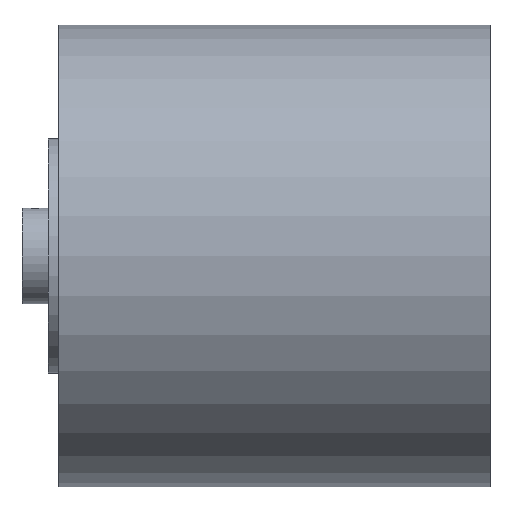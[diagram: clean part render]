
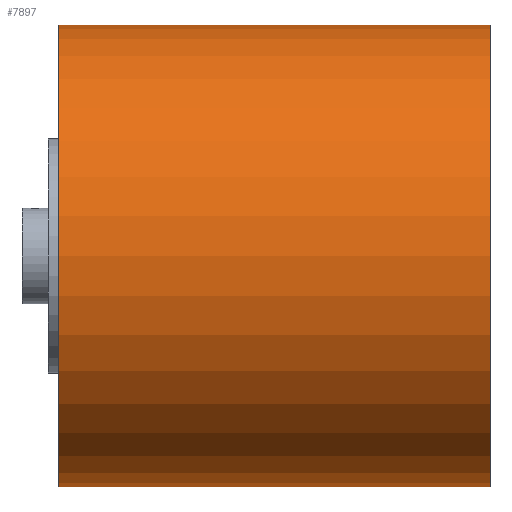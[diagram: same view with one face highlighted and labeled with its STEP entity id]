
A CAD part, front view. The second image highlights one B-rep face of the part: STEP entity #7897.
In plain terms, the highlighted cylindrical face has radius 112.5 mm (diameter 225 mm), a partial arc.
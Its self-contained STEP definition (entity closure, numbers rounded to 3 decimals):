
#13 = VERTEX_POINT ( 'NONE', #6850 ) ;
#144 = DIRECTION ( 'NONE',  ( -1., 0., 0. ) ) ;
#453 = CARTESIAN_POINT ( 'NONE',  ( 0., 0., 0. ) ) ;
#929 = DIRECTION ( 'NONE',  ( -1., 0., 0. ) ) ;
#1307 = LINE ( 'NONE', #1538, #11000 ) ;
#1322 = DIRECTION ( 'NONE',  ( 0., 0., 1. ) ) ;
#1538 = CARTESIAN_POINT ( 'NONE',  ( 0., 0., -112.5 ) ) ;
#1672 = VERTEX_POINT ( 'NONE', #21033 ) ;
#2290 = EDGE_LOOP ( 'NONE', ( #16539, #6689, #19241, #10958 ) ) ;
#3212 = EDGE_CURVE ( 'NONE', #1672, #13, #16454, .T. ) ;
#4932 = AXIS2_PLACEMENT_3D ( 'NONE', #12970, #144, #14294 ) ;
#5247 = DIRECTION ( 'NONE',  ( -1., 0., 0. ) ) ;
#5439 = AXIS2_PLACEMENT_3D ( 'NONE', #6460, #15456, #1322 ) ;
#5961 = CARTESIAN_POINT ( 'NONE',  ( 210., 0., 112.5 ) ) ;
#6460 = CARTESIAN_POINT ( 'NONE',  ( 210., 0., 0. ) ) ;
#6549 = DIRECTION ( 'NONE',  ( -1., 0., 0. ) ) ;
#6689 = ORIENTED_EDGE ( 'NONE', *, *, #14065, .T. ) ;
#6850 = CARTESIAN_POINT ( 'NONE',  ( 0., 0., 112.5 ) ) ;
#7438 = EDGE_CURVE ( 'NONE', #10620, #13, #22984, .T. ) ;
#7897 = ADVANCED_FACE ( 'NONE', ( #8757 ), #19817, .T. ) ;
#8757 = FACE_OUTER_BOUND ( 'NONE', #2290, .T. ) ;
#9471 = VERTEX_POINT ( 'NONE', #12547 ) ;
#10620 = VERTEX_POINT ( 'NONE', #5961 ) ;
#10782 = CIRCLE ( 'NONE', #5439, 112.5 ) ;
#10958 = ORIENTED_EDGE ( 'NONE', *, *, #3212, .F. ) ;
#11000 = VECTOR ( 'NONE', #5247, 1000. ) ;
#11205 = VECTOR ( 'NONE', #6549, 1000. ) ;
#11824 = DIRECTION ( 'NONE',  ( 0., 0., 1. ) ) ;
#12547 = CARTESIAN_POINT ( 'NONE',  ( 210., 0., -112.5 ) ) ;
#12970 = CARTESIAN_POINT ( 'NONE',  ( 0., 0., 0. ) ) ;
#14065 = EDGE_CURVE ( 'NONE', #9471, #10620, #10782, .T. ) ;
#14294 = DIRECTION ( 'NONE',  ( 0., 0., 1. ) ) ;
#15456 = DIRECTION ( 'NONE',  ( -1., 0., 0. ) ) ;
#15785 = CARTESIAN_POINT ( 'NONE',  ( 0., 0., 112.5 ) ) ;
#16454 = CIRCLE ( 'NONE', #18778, 112.5 ) ;
#16539 = ORIENTED_EDGE ( 'NONE', *, *, #22787, .F. ) ;
#18778 = AXIS2_PLACEMENT_3D ( 'NONE', #453, #929, #11824 ) ;
#19241 = ORIENTED_EDGE ( 'NONE', *, *, #7438, .T. ) ;
#19817 = CYLINDRICAL_SURFACE ( 'NONE', #4932, 112.5 ) ;
#21033 = CARTESIAN_POINT ( 'NONE',  ( 0., 0., -112.5 ) ) ;
#22787 = EDGE_CURVE ( 'NONE', #9471, #1672, #1307, .T. ) ;
#22984 = LINE ( 'NONE', #15785, #11205 ) ;
